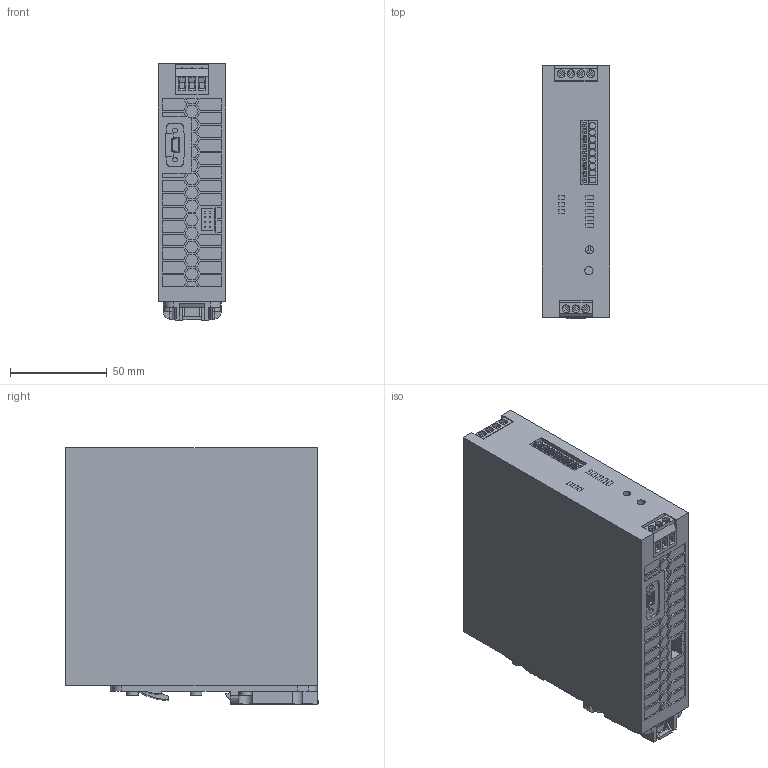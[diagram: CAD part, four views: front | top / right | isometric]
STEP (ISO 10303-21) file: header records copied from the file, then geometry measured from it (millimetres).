
FILE_DESCRIPTION(('Creo Elements/Direct Modeling STEP Export'),'2;1');
FILE_NAME('model.stp','2022-01-24T11:04:19',(''),(''),'Creo Elements/Direct Modeling STEP processor for AP214 (Solid Model)','Creo Elements/Direct Modeling 20.1D 10-Oct-2020 (C) Parametric Technology GmbH','');
FILE_SCHEMA(('AUTOMOTIVE_DESIGN { 1 0 10303 214 1 1 1 1 }'));
Length unit declared in the file: millimetre
Products named in the file (2): QUINT4_UPS_24DC_24DC_5_USB-select
Assembly tree (1 placements, depth 2):
  QUINT4_UPS_24DC_24DC_5_USB-select
    QUINT4_UPS_24DC_24DC_5_USB-select
Bounding box: 34.8 x 130.53 x 132.3 mm (x, y, z)
Volume: 564134.8 mm3; surface area: 57021.6 mm2
Topology: 1 solids, 1 shells, 1306 faces, 3470 edges, 2310 vertices
Faces by surface type: plane 1101, cylinder 183, extrusion 18, bspline 4
Entity records: 51030 total; most frequent: CARTESIAN_POINT 8505, ORIENTED_EDGE 6940, DIRECTION 6014, EDGE_CURVE 3470, VECTOR 2950, LINE 2932, VERTEX_POINT 2310, AXIS2_PLACEMENT_3D 1532
